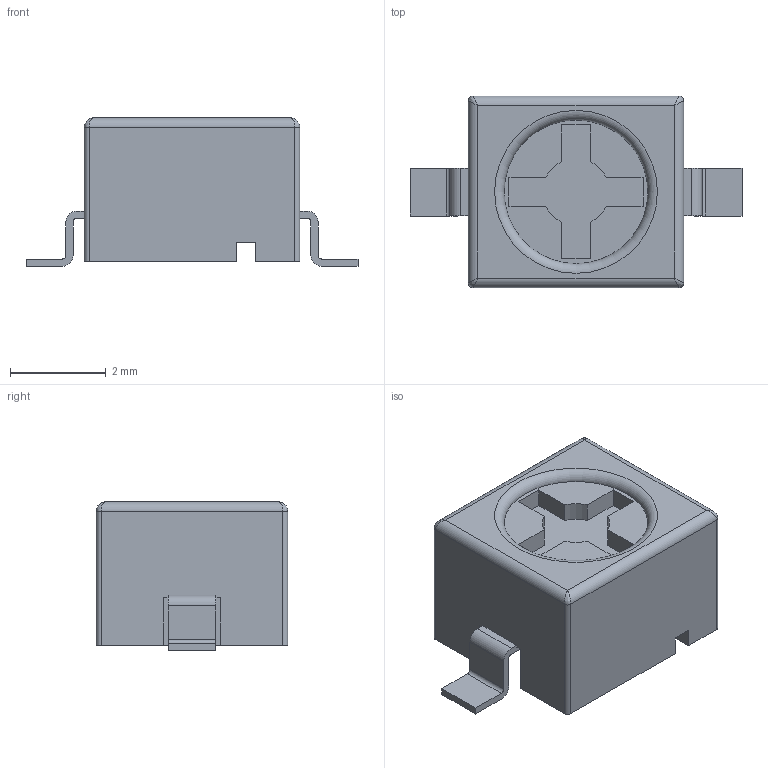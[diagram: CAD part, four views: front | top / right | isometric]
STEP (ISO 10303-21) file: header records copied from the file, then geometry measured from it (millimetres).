
FILE_DESCRIPTION(/* description */ ('model of C_Trimmer_Murata_TZB4-B'),/* implementation_level */ '2;1');
FILE_NAME(/* name */ 'C_Trimmer_Murata_TZB4-B.step',/* time_stamp */ '2018-12-28T21:44:42',/* author */ ('kicad StepUp','ksu'),/* organization */ ('FreeCAD'),/* preprocessor_version */ 'OCC',/* originating_system */ 'kicad StepUp',/* authorisation */ '');
FILE_SCHEMA(('AUTOMOTIVE_DESIGN { 1 0 10303 214 1 1 1 1 }'));
Length unit declared in the file: millimetre
Products named in the file (1): Murata_TZB4_B
Bounding box: 6.93 x 4 x 3.1 mm (x, y, z)
Volume: 48.7 mm3; surface area: 106.3 mm2
Topology: 1 solids, 1 shells, 79 faces, 217 edges, 138 vertices
Faces by surface type: plane 54, cylinder 20, bspline 4, torus 1
Entity records: 1763 total; most frequent: CARTESIAN_POINT 344, ORIENTED_EDGE 327, EDGE_CURVE 213, LINE 154, VERTEX_POINT 138, AXIS2_PLACEMENT_3D 87, FACE_BOUND 81, EDGE_LOOP 81
